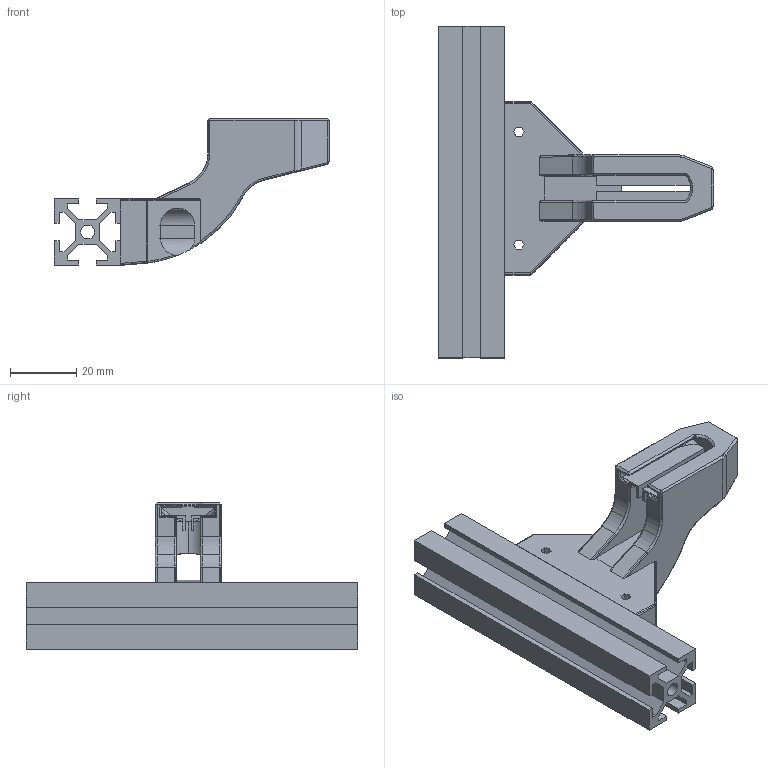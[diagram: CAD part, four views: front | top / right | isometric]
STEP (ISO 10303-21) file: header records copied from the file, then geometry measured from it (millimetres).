
FILE_DESCRIPTION(('STEP AP214'),'1');
FILE_NAME('Voron2.4BedMount_TallerV3.stp','2022-06-29T20:26:15',(' '),(' '),'Spatial InterOp 3D',' ',' ');
FILE_SCHEMA(('automotive_design'));
Length unit declared in the file: inch
Products named in the file (4): 1; 2; 3; 4
Bounding box: 82.94 x 100 x 44.22 mm (x, y, z)
Volume: 44119 mm3; surface area: 30122.3 mm2
Topology: 4 solids, 4 shells, 325 faces, 904 edges, 577 vertices
Faces by surface type: plane 164, cylinder 118, cone 22, sphere 9, torus 8, bspline 4
Entity records: 13487 total; most frequent: CARTESIAN_POINT 2390, ORIENTED_EDGE 1796, DIRECTION 1768, EDGE_CURVE 898, AXIS2_PLACEMENT_3D 610, VERTEX_POINT 577, LINE 548, VECTOR 548
